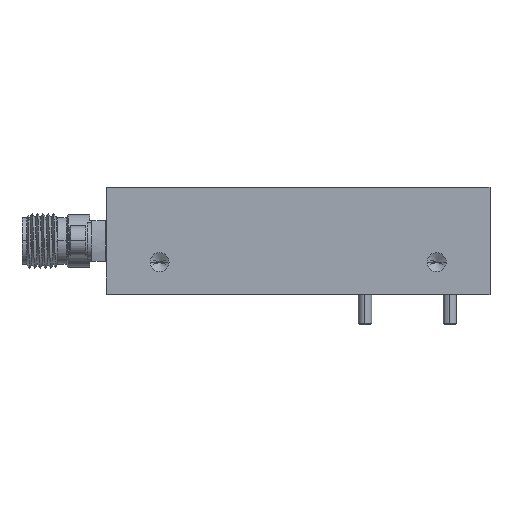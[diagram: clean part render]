
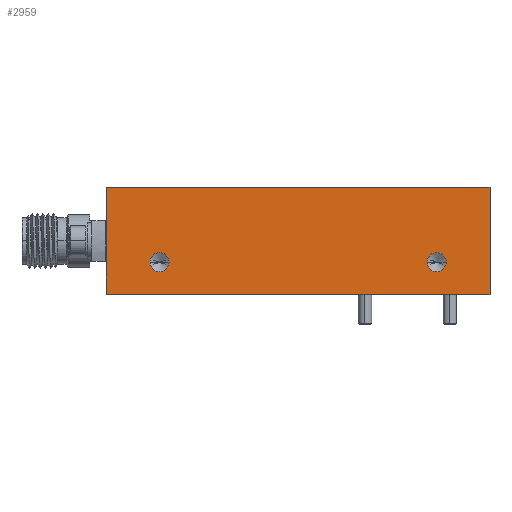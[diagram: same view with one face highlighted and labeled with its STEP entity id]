
A CAD part, top view. The second image highlights one B-rep face of the part: STEP entity #2959.
In plain terms, the highlighted planar face has unit normal (0, 0, 1).
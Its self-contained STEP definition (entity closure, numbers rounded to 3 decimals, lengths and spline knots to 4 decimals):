
#1153 = VERTEX_POINT ( 'NONE', #49644 ) ;
#1198 = VERTEX_POINT ( 'NONE', #34114 ) ;
#2047 = LINE ( 'NONE', #68472, #30576 ) ;
#2342 = DIRECTION ( 'NONE',  ( 1., 0., 0. ) ) ;
#2765 = VERTEX_POINT ( 'NONE', #17287 ) ;
#2959 = ADVANCED_FACE ( 'Defeatured_2016', ( #32732, #47058, #18445 ), #25003, .F. ) ;
#5546 = AXIS2_PLACEMENT_3D ( 'NONE', #49633, #17402, #55035 ) ;
#6133 = EDGE_CURVE ( 'Defeatured_20283+Defeatured_2016+Defeatured_2016+Defeatured_2016', #38644, #1153, #35247, .T. ) ;
#6332 = VECTOR ( 'NONE', #37781, 39.3701 ) ;
#9326 = CARTESIAN_POINT ( 'NONE',  ( 0.6055, 0.15, 0.55 ) ) ;
#11040 = EDGE_LOOP ( 'NONE', ( #68155, #20017 ) ) ;
#12906 = VECTOR ( 'NONE', #53206, 39.3701 ) ;
#15199 = ORIENTED_EDGE ( 'NONE', *, *, #55458, .F. ) ;
#16027 = CIRCLE ( 'NONE', #5546, 0.0445 ) ;
#16395 = CARTESIAN_POINT ( 'NONE',  ( 0.9, 0.5, 0.55 ) ) ;
#16721 = ORIENTED_EDGE ( 'NONE', *, *, #68300, .T. ) ;
#17287 = CARTESIAN_POINT ( 'NONE',  ( -0.9, 0.5, 0.55 ) ) ;
#17402 = DIRECTION ( 'NONE',  ( 0., 0., 1. ) ) ;
#18445 = FACE_OUTER_BOUND ( 'NONE', #40637, .T. ) ;
#18908 = DIRECTION ( 'NONE',  ( 0., 0., 1. ) ) ;
#19700 = AXIS2_PLACEMENT_3D ( 'NONE', #51134, #18908, #56527 ) ;
#20017 = ORIENTED_EDGE ( 'NONE', *, *, #6133, .F. ) ;
#22079 = CARTESIAN_POINT ( 'NONE',  ( 0.65, 0.15, 0.55 ) ) ;
#25003 = PLANE ( 'NONE',  #57985 ) ;
#26583 = CARTESIAN_POINT ( 'NONE',  ( 0.6945, 0.15, 0.55 ) ) ;
#27480 = DIRECTION ( 'NONE',  ( 1., 0., 0. ) ) ;
#28045 = CARTESIAN_POINT ( 'NONE',  ( -0.6945, 0.15, 0.55 ) ) ;
#28952 = CARTESIAN_POINT ( 'NONE',  ( -0.9, 0., 0.55 ) ) ;
#29437 = VERTEX_POINT ( 'NONE', #26583 ) ;
#30421 = DIRECTION ( 'NONE',  ( 0., 0., -1. ) ) ;
#30576 = VECTOR ( 'NONE', #36303, 39.3701 ) ;
#32374 = CARTESIAN_POINT ( 'NONE',  ( 0.9, 0.5, 0.55 ) ) ;
#32732 = FACE_BOUND ( 'NONE', #63215, .T. ) ;
#33969 = DIRECTION ( 'NONE',  ( 1., 0., 0. ) ) ;
#34114 = CARTESIAN_POINT ( 'NONE',  ( 0.9, 0., 0.55 ) ) ;
#34494 = DIRECTION ( 'NONE',  ( 0., 0., 1. ) ) ;
#35247 = CIRCLE ( 'NONE', #46354, 0.0445 ) ;
#35885 = EDGE_CURVE ( 'Defeatured_20285+Defeatured_2016+Defeatured_2016+Defeatured_2016', #56493, #29437, #39339, .T. ) ;
#36303 = DIRECTION ( 'NONE',  ( 1., 0., 0. ) ) ;
#37781 = DIRECTION ( 'NONE',  ( 0., -1., 0. ) ) ;
#37921 = CIRCLE ( 'NONE', #19700, 0.0445 ) ;
#38077 = LINE ( 'NONE', #66177, #66686 ) ;
#38644 = VERTEX_POINT ( 'NONE', #28045 ) ;
#39339 = CIRCLE ( 'NONE', #49239, 0.0445 ) ;
#40637 = EDGE_LOOP ( 'NONE', ( #16721, #15199, #46832, #68288 ) ) ;
#40759 = ORIENTED_EDGE ( 'NONE', *, *, #50946, .F. ) ;
#42404 = CARTESIAN_POINT ( 'NONE',  ( -0.9, 0.5, 0.55 ) ) ;
#46354 = AXIS2_PLACEMENT_3D ( 'NONE', #66699, #34494, #2342 ) ;
#46832 = ORIENTED_EDGE ( 'NONE', *, *, #67242, .F. ) ;
#47058 = FACE_BOUND ( 'NONE', #11040, .T. ) ;
#48374 = ORIENTED_EDGE ( 'NONE', *, *, #35885, .F. ) ;
#49239 = AXIS2_PLACEMENT_3D ( 'NONE', #22079, #59697, #27480 ) ;
#49633 = CARTESIAN_POINT ( 'NONE',  ( 0.65, 0.15, 0.55 ) ) ;
#49644 = CARTESIAN_POINT ( 'NONE',  ( -0.6055, 0.15, 0.55 ) ) ;
#50946 = EDGE_CURVE ( 'Defeatured_20285+Defeatured_2016+Defeatured_2016+Defeatured_2016', #29437, #56493, #16027, .T. ) ;
#51134 = CARTESIAN_POINT ( 'NONE',  ( -0.65, 0.15, 0.55 ) ) ;
#53206 = DIRECTION ( 'NONE',  ( 0., -1., 0. ) ) ;
#55035 = DIRECTION ( 'NONE',  ( 1., 0., 0. ) ) ;
#55458 = EDGE_CURVE ( 'Defeatured_2017+Defeatured_2016+Defeatured_2019+Defeatured_2020', #57596, #1198, #61800, .T. ) ;
#55844 = LINE ( 'NONE', #42404, #12906 ) ;
#56493 = VERTEX_POINT ( 'NONE', #9326 ) ;
#56527 = DIRECTION ( 'NONE',  ( 1., 0., 0. ) ) ;
#57223 = CARTESIAN_POINT ( 'NONE',  ( 0.9, 0.5, 0.55 ) ) ;
#57596 = VERTEX_POINT ( 'NONE', #16395 ) ;
#57985 = AXIS2_PLACEMENT_3D ( 'NONE', #57223, #30421, #68012 ) ;
#59697 = DIRECTION ( 'NONE',  ( 0., 0., 1. ) ) ;
#60095 = EDGE_CURVE ( 'Defeatured_20283+Defeatured_2016+Defeatured_2016+Defeatured_2016', #1153, #38644, #37921, .T. ) ;
#61800 = LINE ( 'NONE', #32374, #6332 ) ;
#63215 = EDGE_LOOP ( 'NONE', ( #40759, #48374 ) ) ;
#64146 = VERTEX_POINT ( 'NONE', #28952 ) ;
#66177 = CARTESIAN_POINT ( 'NONE',  ( 0.9, 0., 0.55 ) ) ;
#66686 = VECTOR ( 'NONE', #33969, 39.3701 ) ;
#66699 = CARTESIAN_POINT ( 'NONE',  ( -0.65, 0.15, 0.55 ) ) ;
#67242 = EDGE_CURVE ( 'Defeatured_2019+Defeatured_2016+Defeatured_2015+Defeatured_2017', #2765, #57596, #2047, .T. ) ;
#67325 = EDGE_CURVE ( 'Defeatured_2016+Defeatured_2015+Defeatured_2019+Defeatured_2020', #2765, #64146, #55844, .T. ) ;
#68012 = DIRECTION ( 'NONE',  ( -1., 0., 0. ) ) ;
#68155 = ORIENTED_EDGE ( 'NONE', *, *, #60095, .F. ) ;
#68288 = ORIENTED_EDGE ( 'NONE', *, *, #67325, .T. ) ;
#68300 = EDGE_CURVE ( 'Defeatured_2016+Defeatured_2020+Defeatured_2015+Defeatured_2017', #64146, #1198, #38077, .T. ) ;
#68472 = CARTESIAN_POINT ( 'NONE',  ( 0.9, 0.5, 0.55 ) ) ;
